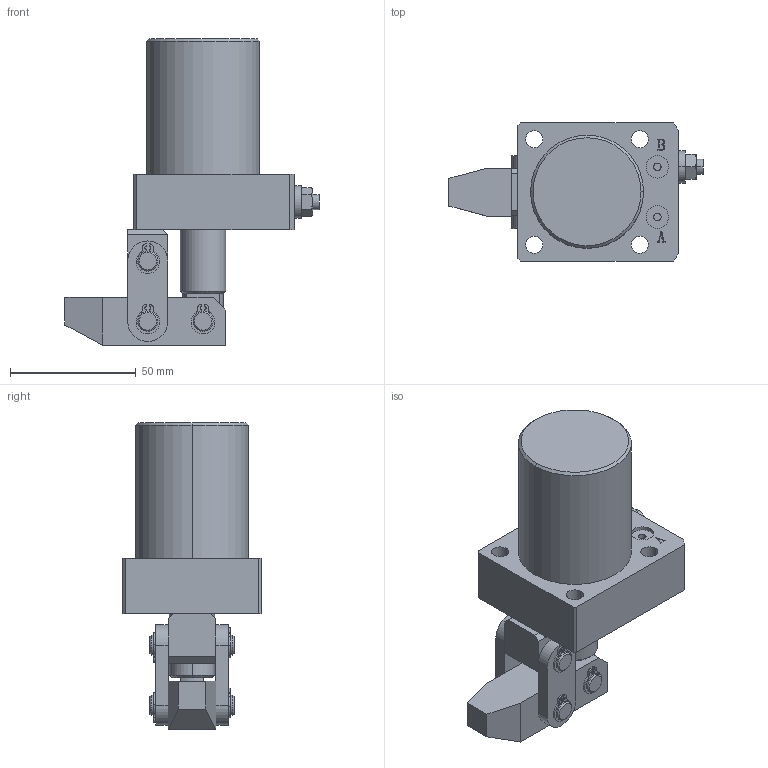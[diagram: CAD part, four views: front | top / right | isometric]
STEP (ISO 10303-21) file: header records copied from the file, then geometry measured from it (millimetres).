
FILE_DESCRIPTION (( 'STEP AP203' ), '1' );
FILE_NAME ('HLC-FAMT25.STEP', '2019-10-10T11:04:59', ( '微软用户' ), ( '微软中国' ), 'SwSTEP 2.0', 'SolidWorks 2012', '' );
FILE_SCHEMA (( 'CONFIG_CONTROL_DESIGN' ));
Length unit declared in the file: millimetre
Products named in the file (10): HLC-FAMT25; HLC-25盓傅釱; circlips for shaft--type a small gb_GB_CONNECTING_PIECE_RING_RRA 8; FCM25-覃誹概; HLC-FAMT25酗种; HLC-FAMT25揤旋; HLC-FAMT25蟀裝; HLC-25活塞杆; HLC-FAMT25傻种; HLC-FAMT25掛极
Assembly tree (16 placements, depth 2):
  HLC-FAMT25
    HLC-FAMT25掛极
    HLC-FAMT25傻种
    HLC-25活塞杆
    HLC-FAMT25蟀裝  x2
    HLC-FAMT25揤旋
    HLC-FAMT25酗种  x2
    FCM25-覃誹概
    circlips for shaft--type a small gb_GB_CONNECTING_PIECE_RING_RRA 8  x6
    HLC-25盓傅釱
Bounding box: 101.2 x 55 x 122 mm (x, y, z)
Volume: 185927 mm3; surface area: 48652.9 mm2
Topology: 16 solids, 16 shells, 414 faces, 1011 edges, 659 vertices
Faces by surface type: cylinder 192, plane 171, cone 29, bspline 16, torus 6
Entity records: 10224 total; most frequent: CARTESIAN_POINT 2389, DIRECTION 1408, ORIENTED_EDGE 1318, EDGE_CURVE 659, AXIS2_PLACEMENT_3D 516, VERTEX_POINT 427, LINE 376, VECTOR 376
